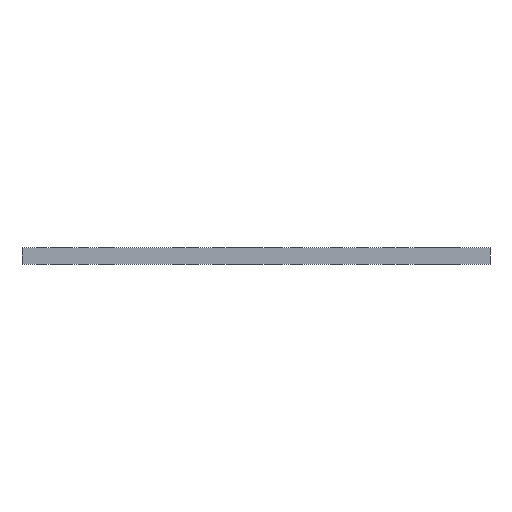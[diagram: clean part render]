
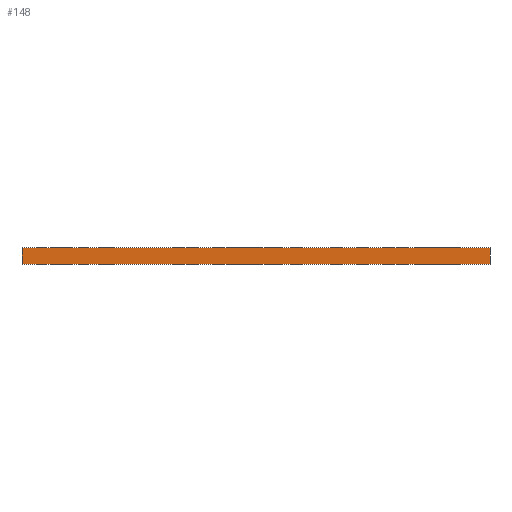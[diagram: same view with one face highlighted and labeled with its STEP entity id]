
A CAD part, front view. The second image highlights one B-rep face of the part: STEP entity #148.
In plain terms, the highlighted planar face has unit normal (0, -1, 0).
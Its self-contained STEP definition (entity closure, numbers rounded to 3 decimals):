
#32 = EDGE_CURVE('',#33,#35,#37,.T.);
#33 = VERTEX_POINT('',#34);
#34 = CARTESIAN_POINT('',(123.19,-167.64,0.));
#35 = VERTEX_POINT('',#36);
#36 = CARTESIAN_POINT('',(123.19,-167.64,1.6));
#37 = SURFACE_CURVE('',#38,(#42,#54),.PCURVE_S1.);
#38 = LINE('',#39,#40);
#39 = CARTESIAN_POINT('',(123.19,-167.64,0.));
#40 = VECTOR('',#41,1.);
#41 = DIRECTION('',(0.,0.,1.));
#42 = PCURVE('',#43,#48);
#43 = PLANE('',#44);
#44 = AXIS2_PLACEMENT_3D('',#45,#46,#47);
#45 = CARTESIAN_POINT('',(123.19,-167.64,0.));
#46 = DIRECTION('',(-1.,0.,0.));
#47 = DIRECTION('',(0.,1.,0.));
#48 = DEFINITIONAL_REPRESENTATION('',(#49),#53);
#49 = LINE('',#50,#51);
#50 = CARTESIAN_POINT('',(0.,0.));
#51 = VECTOR('',#52,1.);
#52 = DIRECTION('',(0.,-1.));
#53 = ( GEOMETRIC_REPRESENTATION_CONTEXT(2) 
PARAMETRIC_REPRESENTATION_CONTEXT() REPRESENTATION_CONTEXT('2D SPACE',''
  ) );
#54 = PCURVE('',#55,#60);
#55 = PLANE('',#56);
#56 = AXIS2_PLACEMENT_3D('',#57,#58,#59);
#57 = CARTESIAN_POINT('',(168.91,-167.64,0.));
#58 = DIRECTION('',(0.,-1.,0.));
#59 = DIRECTION('',(-1.,0.,0.));
#60 = DEFINITIONAL_REPRESENTATION('',(#61),#65);
#61 = LINE('',#62,#63);
#62 = CARTESIAN_POINT('',(45.72,0.));
#63 = VECTOR('',#64,1.);
#64 = DIRECTION('',(0.,-1.));
#65 = ( GEOMETRIC_REPRESENTATION_CONTEXT(2) 
PARAMETRIC_REPRESENTATION_CONTEXT() REPRESENTATION_CONTEXT('2D SPACE',''
  ) );
#83 = PLANE('',#84);
#84 = AXIS2_PLACEMENT_3D('',#85,#86,#87);
#85 = CARTESIAN_POINT('',(146.05,-116.205,1.6));
#86 = DIRECTION('',(-0.,-0.,-1.));
#87 = DIRECTION('',(-1.,0.,0.));
#137 = PLANE('',#138);
#138 = AXIS2_PLACEMENT_3D('',#139,#140,#141);
#139 = CARTESIAN_POINT('',(146.05,-116.205,0.));
#140 = DIRECTION('',(-0.,-0.,-1.));
#141 = DIRECTION('',(-1.,0.,0.));
#148 = ADVANCED_FACE('',(#149),#55,.T.);
#149 = FACE_BOUND('',#150,.T.);
#150 = EDGE_LOOP('',(#151,#181,#202,#203));
#151 = ORIENTED_EDGE('',*,*,#152,.T.);
#152 = EDGE_CURVE('',#153,#155,#157,.T.);
#153 = VERTEX_POINT('',#154);
#154 = CARTESIAN_POINT('',(168.91,-167.64,0.));
#155 = VERTEX_POINT('',#156);
#156 = CARTESIAN_POINT('',(168.91,-167.64,1.6));
#157 = SURFACE_CURVE('',#158,(#162,#169),.PCURVE_S1.);
#158 = LINE('',#159,#160);
#159 = CARTESIAN_POINT('',(168.91,-167.64,0.));
#160 = VECTOR('',#161,1.);
#161 = DIRECTION('',(0.,0.,1.));
#162 = PCURVE('',#55,#163);
#163 = DEFINITIONAL_REPRESENTATION('',(#164),#168);
#164 = LINE('',#165,#166);
#165 = CARTESIAN_POINT('',(0.,-0.));
#166 = VECTOR('',#167,1.);
#167 = DIRECTION('',(0.,-1.));
#168 = ( GEOMETRIC_REPRESENTATION_CONTEXT(2) 
PARAMETRIC_REPRESENTATION_CONTEXT() REPRESENTATION_CONTEXT('2D SPACE',''
  ) );
#169 = PCURVE('',#170,#175);
#170 = PLANE('',#171);
#171 = AXIS2_PLACEMENT_3D('',#172,#173,#174);
#172 = CARTESIAN_POINT('',(168.91,-64.77,0.));
#173 = DIRECTION('',(1.,0.,-0.));
#174 = DIRECTION('',(0.,-1.,0.));
#175 = DEFINITIONAL_REPRESENTATION('',(#176),#180);
#176 = LINE('',#177,#178);
#177 = CARTESIAN_POINT('',(102.87,0.));
#178 = VECTOR('',#179,1.);
#179 = DIRECTION('',(0.,-1.));
#180 = ( GEOMETRIC_REPRESENTATION_CONTEXT(2) 
PARAMETRIC_REPRESENTATION_CONTEXT() REPRESENTATION_CONTEXT('2D SPACE',''
  ) );
#181 = ORIENTED_EDGE('',*,*,#182,.T.);
#182 = EDGE_CURVE('',#155,#35,#183,.T.);
#183 = SURFACE_CURVE('',#184,(#188,#195),.PCURVE_S1.);
#184 = LINE('',#185,#186);
#185 = CARTESIAN_POINT('',(168.91,-167.64,1.6));
#186 = VECTOR('',#187,1.);
#187 = DIRECTION('',(-1.,0.,0.));
#188 = PCURVE('',#55,#189);
#189 = DEFINITIONAL_REPRESENTATION('',(#190),#194);
#190 = LINE('',#191,#192);
#191 = CARTESIAN_POINT('',(0.,-1.6));
#192 = VECTOR('',#193,1.);
#193 = DIRECTION('',(1.,0.));
#194 = ( GEOMETRIC_REPRESENTATION_CONTEXT(2) 
PARAMETRIC_REPRESENTATION_CONTEXT() REPRESENTATION_CONTEXT('2D SPACE',''
  ) );
#195 = PCURVE('',#83,#196);
#196 = DEFINITIONAL_REPRESENTATION('',(#197),#201);
#197 = LINE('',#198,#199);
#198 = CARTESIAN_POINT('',(-22.86,-51.435));
#199 = VECTOR('',#200,1.);
#200 = DIRECTION('',(1.,0.));
#201 = ( GEOMETRIC_REPRESENTATION_CONTEXT(2) 
PARAMETRIC_REPRESENTATION_CONTEXT() REPRESENTATION_CONTEXT('2D SPACE',''
  ) );
#202 = ORIENTED_EDGE('',*,*,#32,.F.);
#203 = ORIENTED_EDGE('',*,*,#204,.F.);
#204 = EDGE_CURVE('',#153,#33,#205,.T.);
#205 = SURFACE_CURVE('',#206,(#210,#217),.PCURVE_S1.);
#206 = LINE('',#207,#208);
#207 = CARTESIAN_POINT('',(168.91,-167.64,0.));
#208 = VECTOR('',#209,1.);
#209 = DIRECTION('',(-1.,0.,0.));
#210 = PCURVE('',#55,#211);
#211 = DEFINITIONAL_REPRESENTATION('',(#212),#216);
#212 = LINE('',#213,#214);
#213 = CARTESIAN_POINT('',(0.,-0.));
#214 = VECTOR('',#215,1.);
#215 = DIRECTION('',(1.,0.));
#216 = ( GEOMETRIC_REPRESENTATION_CONTEXT(2) 
PARAMETRIC_REPRESENTATION_CONTEXT() REPRESENTATION_CONTEXT('2D SPACE',''
  ) );
#217 = PCURVE('',#137,#218);
#218 = DEFINITIONAL_REPRESENTATION('',(#219),#223);
#219 = LINE('',#220,#221);
#220 = CARTESIAN_POINT('',(-22.86,-51.435));
#221 = VECTOR('',#222,1.);
#222 = DIRECTION('',(1.,0.));
#223 = ( GEOMETRIC_REPRESENTATION_CONTEXT(2) 
PARAMETRIC_REPRESENTATION_CONTEXT() REPRESENTATION_CONTEXT('2D SPACE',''
  ) );
